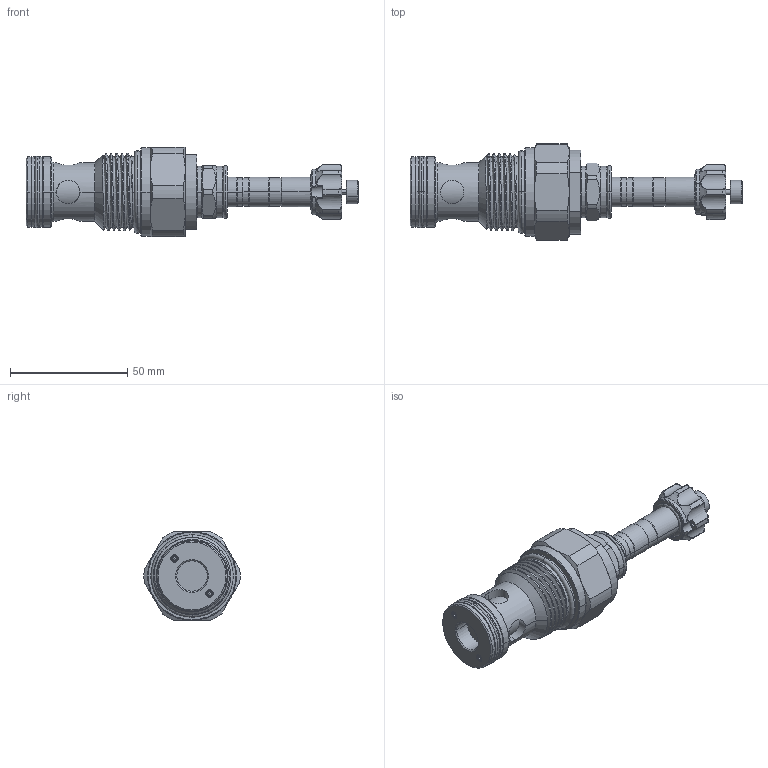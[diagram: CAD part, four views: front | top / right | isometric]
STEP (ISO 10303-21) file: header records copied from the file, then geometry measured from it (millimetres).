
FILE_DESCRIPTION (( 'STEP AP203' ), '1' );
FILE_NAME ('EP21E2A06P95.STEP', '2020-04-16T02:49:53', ( '' ), ( '' ), 'SwSTEP 2.0', 'SolidWorks 2018', '' );
FILE_SCHEMA (( 'CONFIG_CONTROL_DESIGN' ));
Length unit declared in the file: millimetre
Products named in the file (1): EP21E2A06P95
Bounding box: 141.75 x 41.08 x 38 mm (x, y, z)
Volume: 71616.4 mm3; surface area: 19140.4 mm2
Topology: 10 solids, 10 shells, 415 faces, 985 edges, 598 vertices
Faces by surface type: cylinder 169, cone 86, plane 62, torus 55, bspline 39, sphere 4
Entity records: 18057 total; most frequent: CARTESIAN_POINT 8748, DIRECTION 1948, ORIENTED_EDGE 1942, EDGE_CURVE 971, AXIS2_PLACEMENT_3D 823, VERTEX_POINT 592, CIRCLE 446, EDGE_LOOP 443
